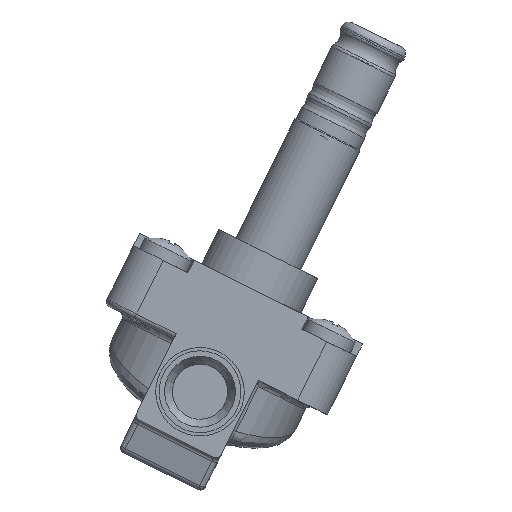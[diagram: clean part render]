
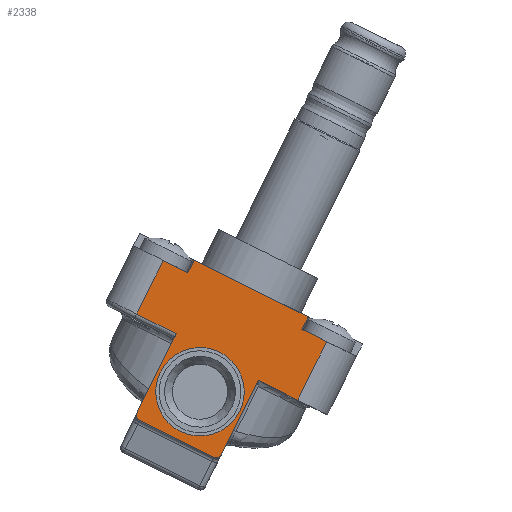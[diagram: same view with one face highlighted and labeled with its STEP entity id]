
A CAD part, front view. The second image highlights one B-rep face of the part: STEP entity #2338.
In plain terms, the highlighted planar face has unit normal (0, -1, 0).
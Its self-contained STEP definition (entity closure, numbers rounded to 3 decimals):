
#2004=CARTESIAN_POINT('',(-0.516,-77.596,66.743));
#2005=VERTEX_POINT('',#2004);
#2012=CARTESIAN_POINT('',(20.092,-77.596,56.53));
#2013=VERTEX_POINT('',#2012);
#2014=CARTESIAN_POINT('',(-0.516,-77.596,66.743));
#2015=DIRECTION('',(0.896,0.,-0.444));
#2016=VECTOR('',#2015,23.);
#2017=LINE('',#2014,#2016);
#2018=EDGE_CURVE('NONE',#2005,#2013,#2017,.T.);
#2190=CARTESIAN_POINT('',(52.832,-77.596,111.33));
#2191=DIRECTION('',(0.,-1.,-0.));
#2192=DIRECTION('',(0.896,0.,-0.444));
#2193=AXIS2_PLACEMENT_3D('',#2190,#2191,#2192);
#2194=PLANE('',#2193);
#2195=ORIENTED_EDGE('',*,*,#2018,.F.);
#2196=CARTESIAN_POINT('',(-1.627,-77.596,64.503));
#2197=VERTEX_POINT('',#2196);
#2198=CARTESIAN_POINT('',(-0.516,-77.596,66.743));
#2199=DIRECTION('',(-0.444,0.,-0.896));
#2200=VECTOR('',#2199,2.5);
#2201=LINE('',#2198,#2200);
#2202=EDGE_CURVE('NONE',#2005,#2197,#2201,.T.);
#2203=ORIENTED_EDGE('',*,*,#2202,.T.);
#2204=CARTESIAN_POINT('',(-6.106,-77.596,66.724));
#2205=VERTEX_POINT('',#2204);
#2206=CARTESIAN_POINT('',(-6.106,-77.596,66.724));
#2207=DIRECTION('',(0.896,0.,-0.444));
#2208=VECTOR('',#2207,5.);
#2209=LINE('',#2206,#2208);
#2210=EDGE_CURVE('NONE',#2205,#2197,#2209,.T.);
#2211=ORIENTED_EDGE('',*,*,#2210,.F.);
#2212=CARTESIAN_POINT('',(-8.238,-77.596,62.423));
#2213=VERTEX_POINT('',#2212);
#2214=CARTESIAN_POINT('',(-6.106,-77.596,66.724));
#2215=DIRECTION('',(-0.444,0.,-0.896));
#2216=VECTOR('',#2215,4.8);
#2217=LINE('',#2214,#2216);
#2218=EDGE_CURVE('NONE',#2205,#2213,#2217,.T.);
#2219=ORIENTED_EDGE('',*,*,#2218,.T.);
#2220=CARTESIAN_POINT('',(-10.902,-77.596,57.047));
#2221=VERTEX_POINT('',#2220);
#2222=CARTESIAN_POINT('',(-10.902,-77.596,57.047));
#2223=DIRECTION('',(0.444,-0.,0.896));
#2224=VECTOR('',#2223,6.);
#2225=LINE('',#2222,#2224);
#2226=EDGE_CURVE('NONE',#2221,#2213,#2225,.T.);
#2227=ORIENTED_EDGE('',*,*,#2226,.F.);
#2228=CARTESIAN_POINT('',(-3.734,-77.596,53.495));
#2229=VERTEX_POINT('',#2228);
#2230=CARTESIAN_POINT('',(-10.902,-77.596,57.047));
#2231=DIRECTION('',(0.896,0.,-0.444));
#2232=VECTOR('',#2231,8.);
#2233=LINE('',#2230,#2232);
#2234=EDGE_CURVE('NONE',#2221,#2229,#2233,.T.);
#2235=ORIENTED_EDGE('',*,*,#2234,.T.);
#2236=CARTESIAN_POINT('',(-10.839,-77.596,39.159));
#2237=VERTEX_POINT('',#2236);
#2238=CARTESIAN_POINT('',(-10.839,-77.596,39.159));
#2239=DIRECTION('',(0.444,-0.,0.896));
#2240=VECTOR('',#2239,16.);
#2241=LINE('',#2238,#2240);
#2242=EDGE_CURVE('NONE',#2237,#2229,#2241,.T.);
#2243=ORIENTED_EDGE('',*,*,#2242,.F.);
#2244=CARTESIAN_POINT('',(-10.388,-77.596,37.819));
#2245=VERTEX_POINT('',#2244);
#2246=CARTESIAN_POINT('',(-9.943,-77.596,38.715));
#2247=DIRECTION('',(0.,-1.,0.));
#2248=DIRECTION('',(0.444,0.,0.896));
#2249=AXIS2_PLACEMENT_3D('',#2246,#2247,#2248);
#2250=CIRCLE('',#2249,1.);
#2251=EDGE_CURVE('NONE',#2237,#2245,#2250,.T.);
#2252=ORIENTED_EDGE('',*,*,#2251,.T.);
#2253=CARTESIAN_POINT('',(3.052,-77.596,31.158));
#2254=VERTEX_POINT('',#2253);
#2255=CARTESIAN_POINT('',(-10.388,-77.596,37.819));
#2256=DIRECTION('',(0.896,0.,-0.444));
#2257=VECTOR('',#2256,15.);
#2258=LINE('',#2255,#2257);
#2259=EDGE_CURVE('NONE',#2245,#2254,#2258,.T.);
#2260=ORIENTED_EDGE('',*,*,#2259,.T.);
#2261=CARTESIAN_POINT('',(4.392,-77.596,31.609));
#2262=VERTEX_POINT('',#2261);
#2263=CARTESIAN_POINT('',(3.496,-77.596,32.054));
#2264=DIRECTION('',(0.,-1.,0.));
#2265=DIRECTION('',(-0.444,-0.,-0.896));
#2266=AXIS2_PLACEMENT_3D('',#2263,#2264,#2265);
#2267=CIRCLE('',#2266,1.);
#2268=EDGE_CURVE('NONE',#2254,#2262,#2267,.T.);
#2269=ORIENTED_EDGE('',*,*,#2268,.T.);
#2270=CARTESIAN_POINT('',(11.053,-77.596,45.049));
#2271=VERTEX_POINT('',#2270);
#2272=CARTESIAN_POINT('',(4.392,-77.596,31.609));
#2273=DIRECTION('',(0.444,-0.,0.896));
#2274=VECTOR('',#2273,15.);
#2275=LINE('',#2272,#2274);
#2276=EDGE_CURVE('NONE',#2262,#2271,#2275,.T.);
#2277=ORIENTED_EDGE('',*,*,#2276,.T.);
#2278=CARTESIAN_POINT('',(18.221,-77.596,41.497));
#2279=VERTEX_POINT('',#2278);
#2280=CARTESIAN_POINT('',(18.221,-77.596,41.497));
#2281=DIRECTION('',(-0.896,-0.,0.444));
#2282=VECTOR('',#2281,8.);
#2283=LINE('',#2280,#2282);
#2284=EDGE_CURVE('NONE',#2279,#2271,#2283,.T.);
#2285=ORIENTED_EDGE('',*,*,#2284,.F.);
#2286=CARTESIAN_POINT('',(21.33,-77.596,47.769));
#2287=VERTEX_POINT('',#2286);
#2288=CARTESIAN_POINT('',(18.221,-77.596,41.497));
#2289=DIRECTION('',(0.444,-0.,0.896));
#2290=VECTOR('',#2289,7.);
#2291=LINE('',#2288,#2290);
#2292=EDGE_CURVE('NONE',#2279,#2287,#2291,.T.);
#2293=ORIENTED_EDGE('',*,*,#2292,.T.);
#2294=CARTESIAN_POINT('',(23.461,-77.596,52.07));
#2295=VERTEX_POINT('',#2294);
#2296=CARTESIAN_POINT('',(23.461,-77.596,52.07));
#2297=DIRECTION('',(-0.444,0.,-0.896));
#2298=VECTOR('',#2297,4.8);
#2299=LINE('',#2296,#2298);
#2300=EDGE_CURVE('NONE',#2295,#2287,#2299,.T.);
#2301=ORIENTED_EDGE('',*,*,#2300,.F.);
#2302=CARTESIAN_POINT('',(18.981,-77.596,54.29));
#2303=VERTEX_POINT('',#2302);
#2304=CARTESIAN_POINT('',(18.981,-77.596,54.29));
#2305=DIRECTION('',(0.896,0.,-0.444));
#2306=VECTOR('',#2305,5.);
#2307=LINE('',#2304,#2306);
#2308=EDGE_CURVE('NONE',#2303,#2295,#2307,.T.);
#2309=ORIENTED_EDGE('',*,*,#2308,.F.);
#2310=CARTESIAN_POINT('',(20.092,-77.596,56.53));
#2311=DIRECTION('',(-0.444,0.,-0.896));
#2312=VECTOR('',#2311,2.5);
#2313=LINE('',#2310,#2312);
#2314=EDGE_CURVE('NONE',#2013,#2303,#2313,.T.);
#2315=ORIENTED_EDGE('',*,*,#2314,.F.);
#2316=EDGE_LOOP('',(#2195,#2203,#2211,#2219,#2227,#2235,#2243,#2252,#2260,#2269,#2277,#2285,#2293,#2301,#2309,#2315));
#2317=FACE_BOUND('',#2316,.T.);
#2318=CARTESIAN_POINT('',(-6.617,-77.596,46.553));
#2319=VERTEX_POINT('',#2318);
#2320=CARTESIAN_POINT('',(7.719,-77.596,39.447));
#2321=VERTEX_POINT('',#2320);
#2322=CARTESIAN_POINT('',(0.551,-77.596,43.));
#2323=DIRECTION('',(-0.,1.,-0.));
#2324=DIRECTION('',(-0.896,-0.,0.444));
#2325=AXIS2_PLACEMENT_3D('',#2322,#2323,#2324);
#2326=CIRCLE('',#2325,8.);
#2327=EDGE_CURVE('NONE',#2319,#2321,#2326,.T.);
#2328=ORIENTED_EDGE('',*,*,#2327,.T.);
#2329=CARTESIAN_POINT('',(0.551,-77.596,43.));
#2330=DIRECTION('',(-0.,1.,-0.));
#2331=DIRECTION('',(-0.896,-0.,0.444));
#2332=AXIS2_PLACEMENT_3D('',#2329,#2330,#2331);
#2333=CIRCLE('',#2332,8.);
#2334=EDGE_CURVE('NONE',#2321,#2319,#2333,.T.);
#2335=ORIENTED_EDGE('',*,*,#2334,.T.);
#2336=EDGE_LOOP('',(#2328,#2335));
#2337=FACE_BOUND('',#2336,.T.);
#2338=ADVANCED_FACE('NONE',(#2317,#2337),#2194,.T.);
